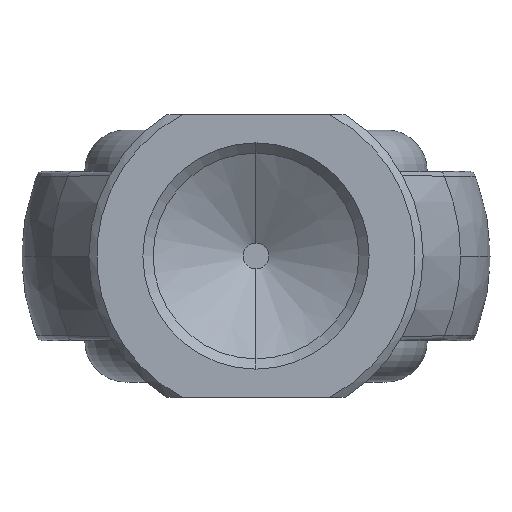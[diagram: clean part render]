
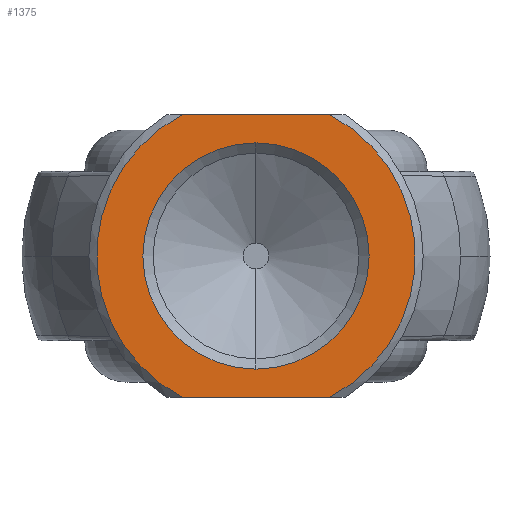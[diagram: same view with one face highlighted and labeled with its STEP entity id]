
A CAD part, left-side view. The second image highlights one B-rep face of the part: STEP entity #1375.
In plain terms, the highlighted planar face has unit normal (-1, 0, 0).
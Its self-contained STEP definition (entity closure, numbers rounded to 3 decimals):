
#5 = ORIENTED_EDGE ( 'NONE', *, *, #211, .T. ) ;
#95 = VERTEX_POINT ( 'NONE', #683 ) ;
#96 = ORIENTED_EDGE ( 'NONE', *, *, #716, .T. ) ;
#211 = EDGE_CURVE ( 'NONE', #95, #695, #671, .T. ) ;
#435 = DIRECTION ( 'NONE',  ( 0., 0., -1. ) ) ;
#457 = CARTESIAN_POINT ( 'NONE',  ( 0., 0., 0. ) ) ;
#463 = DIRECTION ( 'NONE',  ( 0., 0., -1. ) ) ;
#471 = DIRECTION ( 'NONE',  ( 0., 0., -1. ) ) ;
#480 = ORIENTED_EDGE ( 'NONE', *, *, #1435, .T. ) ;
#493 = ORIENTED_EDGE ( 'NONE', *, *, #2906, .T. ) ;
#559 = CARTESIAN_POINT ( 'NONE',  ( 0., -17.321, -27.5 ) ) ;
#569 = EDGE_LOOP ( 'NONE', ( #493, #480 ) ) ;
#617 = FACE_BOUND ( 'NONE', #569, .T. ) ;
#669 = CIRCLE ( 'NONE', #1345, 22. ) ;
#671 = CIRCLE ( 'NONE', #1415, 31. ) ;
#683 = CARTESIAN_POINT ( 'NONE',  ( 0., 14.309, 27.5 ) ) ;
#695 = VERTEX_POINT ( 'NONE', #829 ) ;
#716 = EDGE_CURVE ( 'NONE', #1730, #875, #731, .T. ) ;
#731 = CIRCLE ( 'NONE', #1652, 31. ) ;
#778 = CARTESIAN_POINT ( 'NONE',  ( 0., 0., 0. ) ) ;
#829 = CARTESIAN_POINT ( 'NONE',  ( 0., 14.309, -27.5 ) ) ;
#869 = CARTESIAN_POINT ( 'NONE',  ( 0., 0., 0. ) ) ;
#875 = VERTEX_POINT ( 'NONE', #1661 ) ;
#950 = VECTOR ( 'NONE', #2442, 1000. ) ;
#951 = EDGE_LOOP ( 'NONE', ( #1027, #5, #2875, #96 ) ) ;
#971 = EDGE_CURVE ( 'NONE', #95, #875, #2103, .T. ) ;
#987 = VECTOR ( 'NONE', #1706, 1000. ) ;
#1001 = DIRECTION ( 'NONE',  ( 0., 0., -1. ) ) ;
#1027 = ORIENTED_EDGE ( 'NONE', *, *, #971, .F. ) ;
#1042 = CARTESIAN_POINT ( 'NONE',  ( 0., 17.321, 27.5 ) ) ;
#1152 = CARTESIAN_POINT ( 'NONE',  ( 0., 0., 0. ) ) ;
#1169 = CIRCLE ( 'NONE', #1929, 22. ) ;
#1234 = VERTEX_POINT ( 'NONE', #2722 ) ;
#1256 = VERTEX_POINT ( 'NONE', #2034 ) ;
#1345 = AXIS2_PLACEMENT_3D ( 'NONE', #869, #2261, #2474 ) ;
#1375 = ADVANCED_FACE ( 'NONE', ( #617, #2988 ), #2720, .F. ) ;
#1415 = AXIS2_PLACEMENT_3D ( 'NONE', #1152, #2752, #463 ) ;
#1435 = EDGE_CURVE ( 'NONE', #1256, #1234, #1169, .T. ) ;
#1535 = CARTESIAN_POINT ( 'NONE',  ( 0., -14.309, -27.5 ) ) ;
#1652 = AXIS2_PLACEMENT_3D ( 'NONE', #778, #2842, #1001 ) ;
#1661 = CARTESIAN_POINT ( 'NONE',  ( 0., -14.309, 27.5 ) ) ;
#1706 = DIRECTION ( 'NONE',  ( 0., 1., 0. ) ) ;
#1730 = VERTEX_POINT ( 'NONE', #1535 ) ;
#1747 = LINE ( 'NONE', #559, #987 ) ;
#1929 = AXIS2_PLACEMENT_3D ( 'NONE', #457, #2303, #435 ) ;
#2034 = CARTESIAN_POINT ( 'NONE',  ( 0., 0., -22. ) ) ;
#2050 = CARTESIAN_POINT ( 'NONE',  ( 0., 0., 0. ) ) ;
#2093 = AXIS2_PLACEMENT_3D ( 'NONE', #2050, #2505, #471 ) ;
#2103 = LINE ( 'NONE', #1042, #950 ) ;
#2261 = DIRECTION ( 'NONE',  ( 1., 0., 0. ) ) ;
#2303 = DIRECTION ( 'NONE',  ( 1., 0., 0. ) ) ;
#2442 = DIRECTION ( 'NONE',  ( 0., -1., 0. ) ) ;
#2474 = DIRECTION ( 'NONE',  ( 0., 0., -1. ) ) ;
#2505 = DIRECTION ( 'NONE',  ( 1., 0., 0. ) ) ;
#2720 = PLANE ( 'NONE',  #2093 ) ;
#2722 = CARTESIAN_POINT ( 'NONE',  ( 0., 0., 22. ) ) ;
#2746 = EDGE_CURVE ( 'NONE', #1730, #695, #1747, .T. ) ;
#2752 = DIRECTION ( 'NONE',  ( -1., 0., 0. ) ) ;
#2842 = DIRECTION ( 'NONE',  ( -1., 0., 0. ) ) ;
#2875 = ORIENTED_EDGE ( 'NONE', *, *, #2746, .F. ) ;
#2906 = EDGE_CURVE ( 'NONE', #1234, #1256, #669, .T. ) ;
#2988 = FACE_OUTER_BOUND ( 'NONE', #951, .T. ) ;
